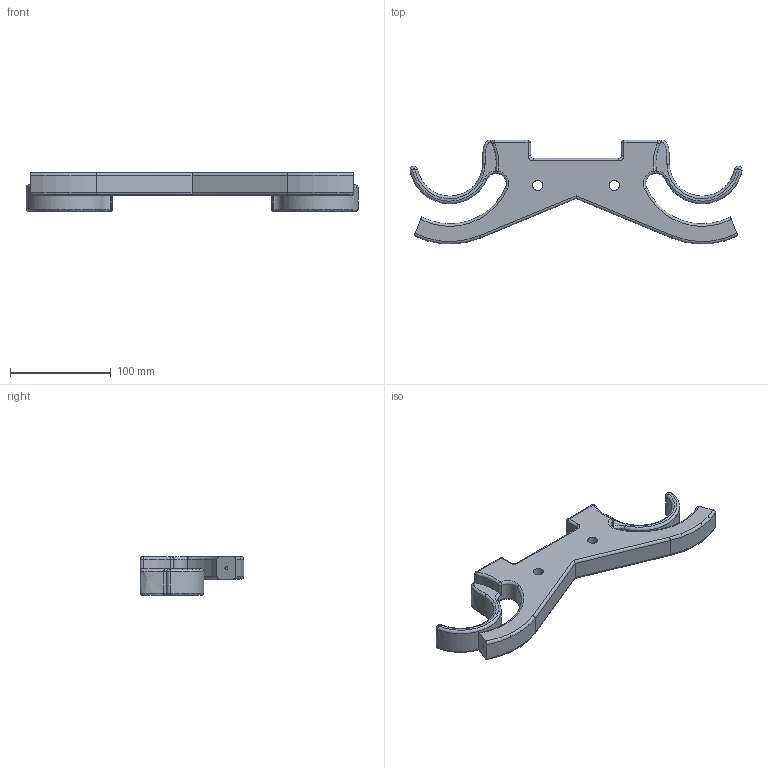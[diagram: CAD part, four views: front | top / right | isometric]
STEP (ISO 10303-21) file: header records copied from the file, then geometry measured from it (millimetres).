
FILE_DESCRIPTION(/* description */ (''),/* implementation_level */ '2;1');
FILE_NAME(/* name */ 'bras de phare 2 v16.step',/* time_stamp */ '2021-02-23T11:25:44+01:00',/* author */ (''),/* organization */ (''),/* preprocessor_version */ 'ST-DEVELOPER v18.1',/* originating_system */ 'Autodesk Translation Framework v9.7.1.1290',/* authorisation */ '');
FILE_SCHEMA (('AUTOMOTIVE_DESIGN { 1 0 10303 214 3 1 1 }'));
Length unit declared in the file: millimetre
Products named in the file (2): bras de phare 2; bras
Assembly tree (1 placements, depth 2):
  bras de phare 2
    bras
Bounding box: 328.88 x 102.98 x 38 mm (x, y, z)
Volume: 341166.7 mm3; surface area: 62653.6 mm2
Topology: 1 solids, 1 shells, 121 faces, 281 edges, 162 vertices
Faces by surface type: cylinder 46, torus 24, bspline 24, plane 17, sphere 8, cone 2
Full cylindrical faces by diameter (mm): 3.332 x2, 10 x2, 16 x2
Entity records: 5600 total; most frequent: CARTESIAN_POINT 2946, ORIENTED_EDGE 554, DIRECTION 525, EDGE_CURVE 277, AXIS2_PLACEMENT_3D 221, VERTEX_POINT 162, EDGE_LOOP 129, FACE_OUTER_BOUND 121
